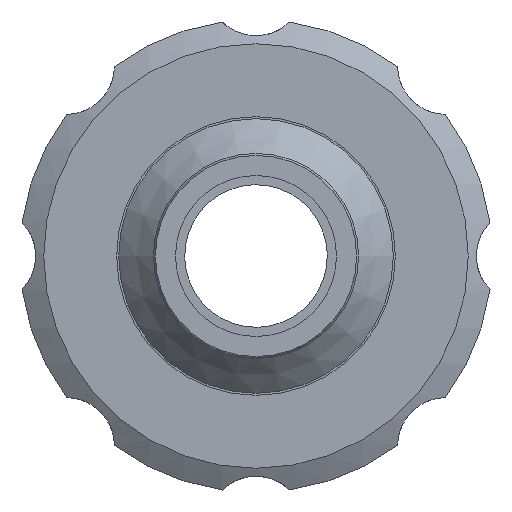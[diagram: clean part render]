
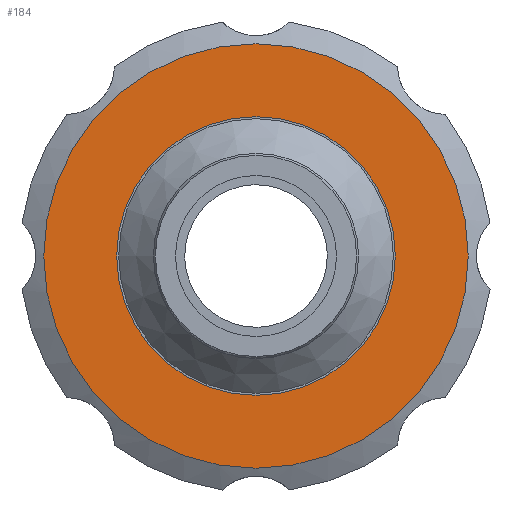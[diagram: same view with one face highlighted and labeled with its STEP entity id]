
A CAD part, left-side view. The second image highlights one B-rep face of the part: STEP entity #184.
In plain terms, the highlighted planar face has unit normal (-1, 0, 0).
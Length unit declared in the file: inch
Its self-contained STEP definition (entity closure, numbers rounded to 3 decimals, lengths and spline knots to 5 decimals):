
#5 = EDGE_LOOP ( 'NONE', ( #451 ) ) ;
#83 = AXIS2_PLACEMENT_3D ( 'NONE', #1169, #542, #1509 ) ;
#88 = DIRECTION ( 'NONE',  ( -1., 0., 0. ) ) ;
#96 = CARTESIAN_POINT ( 'NONE',  ( 1.65354, 0., 0. ) ) ;
#184 = ADVANCED_FACE ( 'NONE', ( #479, #910 ), #761, .T. ) ;
#208 = DIRECTION ( 'NONE',  ( 0., 0., -1. ) ) ;
#233 = VERTEX_POINT ( 'NONE', #345 ) ;
#345 = CARTESIAN_POINT ( 'NONE',  ( 1.65354, 0., -0.83071 ) ) ;
#451 = ORIENTED_EDGE ( 'NONE', *, *, #1074, .T. ) ;
#479 = FACE_OUTER_BOUND ( 'NONE', #5, .T. ) ;
#515 = CARTESIAN_POINT ( 'NONE',  ( 1.65354, 0., -0.54528 ) ) ;
#542 = DIRECTION ( 'NONE',  ( -1., 0., 0. ) ) ;
#761 = PLANE ( 'NONE',  #83 ) ;
#843 = EDGE_CURVE ( 'NONE', #1246, #1246, #1428, .T. ) ;
#868 = AXIS2_PLACEMENT_3D ( 'NONE', #96, #88, #208 ) ;
#910 = FACE_BOUND ( 'NONE', #1237, .T. ) ;
#1064 = CIRCLE ( 'NONE', #868, 0.83071 ) ;
#1069 = CARTESIAN_POINT ( 'NONE',  ( 1.65354, 0., 0. ) ) ;
#1074 = EDGE_CURVE ( 'NONE', #233, #233, #1064, .T. ) ;
#1090 = AXIS2_PLACEMENT_3D ( 'NONE', #1069, #1370, #1153 ) ;
#1153 = DIRECTION ( 'NONE',  ( 0., 0., -1. ) ) ;
#1169 = CARTESIAN_POINT ( 'NONE',  ( 1.65354, 0.68799, 0. ) ) ;
#1237 = EDGE_LOOP ( 'NONE', ( #1242 ) ) ;
#1242 = ORIENTED_EDGE ( 'NONE', *, *, #843, .T. ) ;
#1246 = VERTEX_POINT ( 'NONE', #515 ) ;
#1370 = DIRECTION ( 'NONE',  ( 1., 0., 0. ) ) ;
#1428 = CIRCLE ( 'NONE', #1090, 0.54528 ) ;
#1509 = DIRECTION ( 'NONE',  ( 0., 0., 1. ) ) ;
